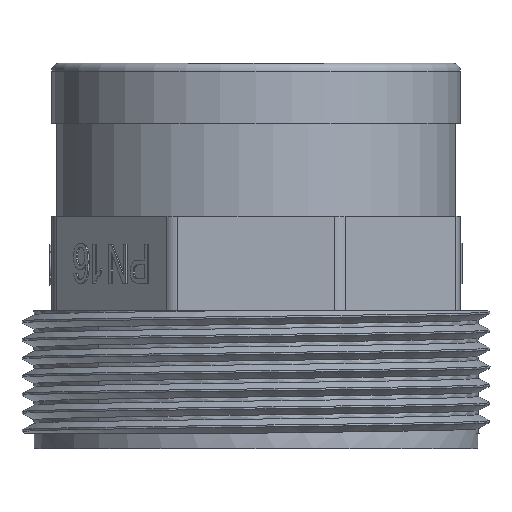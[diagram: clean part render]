
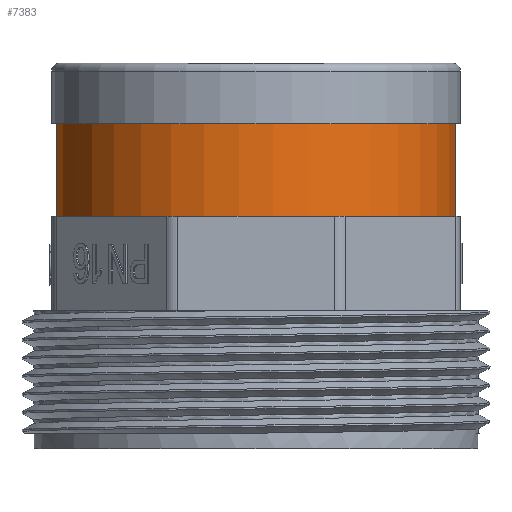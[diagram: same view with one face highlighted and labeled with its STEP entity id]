
A CAD part, front view. The second image highlights one B-rep face of the part: STEP entity #7383.
In plain terms, the highlighted cylindrical face has radius 25.5 mm (diameter 51 mm), a full revolution.
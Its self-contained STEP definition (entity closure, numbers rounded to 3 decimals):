
#791=FACE_OUTER_BOUND('',#1225,.T.);
#1225=EDGE_LOOP('',(#6823,#6824,#6825,#6826,#6827));
#1303=CIRCLE('',#7718,25.5);
#1304=CIRCLE('',#7719,25.5);
#1305=CIRCLE('',#7720,25.5);
#2319=LINE('',#21222,#2981);
#2981=VECTOR('',#9020,25.5);
#3693=VERTEX_POINT('',#21217);
#3694=VERTEX_POINT('',#21218);
#3695=VERTEX_POINT('',#21221);
#4761=EDGE_CURVE('',#3693,#3694,#1303,.T.);
#4762=EDGE_CURVE('',#3694,#3693,#1304,.T.);
#4763=EDGE_CURVE('',#3693,#3695,#2319,.T.);
#4764=EDGE_CURVE('',#3695,#3695,#1305,.T.);
#6823=ORIENTED_EDGE('',*,*,#4761,.T.);
#6824=ORIENTED_EDGE('',*,*,#4762,.T.);
#6825=ORIENTED_EDGE('',*,*,#4763,.T.);
#6826=ORIENTED_EDGE('',*,*,#4764,.F.);
#6827=ORIENTED_EDGE('',*,*,#4763,.F.);
#6989=CYLINDRICAL_SURFACE('',#7717,25.5);
#7383=ADVANCED_FACE('',(#791),#6989,.T.);
#7717=AXIS2_PLACEMENT_3D('',#21216,#9014,#9015);
#7718=AXIS2_PLACEMENT_3D('',#21219,#9016,#9017);
#7719=AXIS2_PLACEMENT_3D('',#21220,#9018,#9019);
#7720=AXIS2_PLACEMENT_3D('',#21223,#9021,#9022);
#9014=DIRECTION('center_axis',(0.,0.,1.));
#9015=DIRECTION('ref_axis',(-0.707,-0.707,0.));
#9016=DIRECTION('center_axis',(0.,0.,-1.));
#9017=DIRECTION('ref_axis',(0.707,0.707,0.));
#9018=DIRECTION('center_axis',(0.,0.,-1.));
#9019=DIRECTION('ref_axis',(0.707,0.707,0.));
#9020=DIRECTION('',(0.,0.,-1.));
#9021=DIRECTION('center_axis',(0.,0.,-1.));
#9022=DIRECTION('ref_axis',(-0.707,-0.707,0.));
#21216=CARTESIAN_POINT('Origin',(0.,0.,-2.4));
#21217=CARTESIAN_POINT('',(18.031,18.031,48.1));
#21218=CARTESIAN_POINT('',(-18.031,-18.031,48.1));
#21219=CARTESIAN_POINT('Origin',(0.,0.,48.1));
#21220=CARTESIAN_POINT('Origin',(0.,0.,48.1));
#21221=CARTESIAN_POINT('',(18.031,18.031,29.6));
#21222=CARTESIAN_POINT('',(18.031,18.031,-2.4));
#21223=CARTESIAN_POINT('Origin',(0.,0.,29.6));
